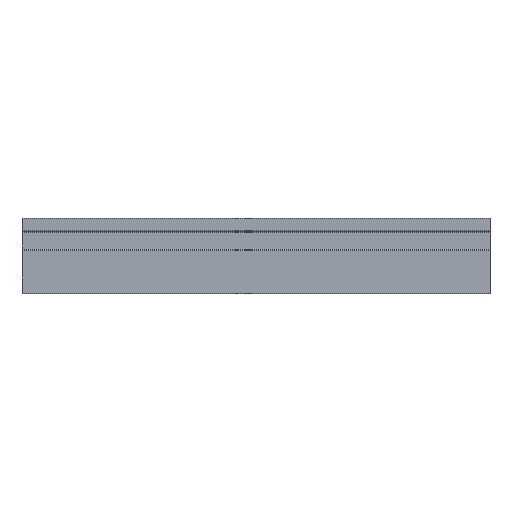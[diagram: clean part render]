
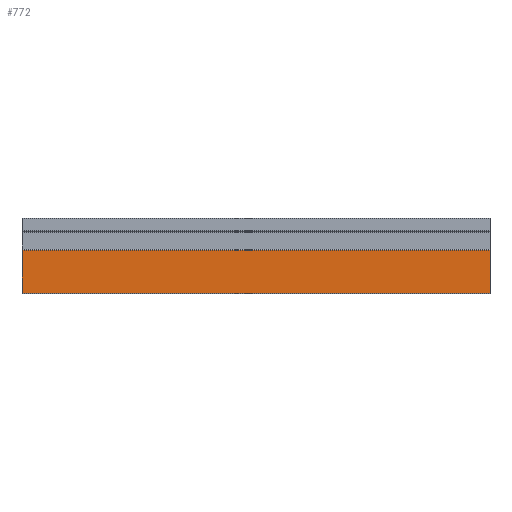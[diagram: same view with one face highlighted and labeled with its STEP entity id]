
A CAD part, top view. The second image highlights one B-rep face of the part: STEP entity #772.
In plain terms, the highlighted planar face has unit normal (0, 0, 1).
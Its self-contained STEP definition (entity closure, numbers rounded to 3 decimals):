
#88 = ORIENTED_EDGE ( 'NONE', *, *, #830, .F. ) ;
#92 = CARTESIAN_POINT ( 'NONE',  ( 200., -13.65, 0. ) ) ;
#104 = CARTESIAN_POINT ( 'NONE',  ( 0., -13.65, 0. ) ) ;
#132 = CARTESIAN_POINT ( 'NONE',  ( 0., -32., 0. ) ) ;
#155 = VERTEX_POINT ( 'NONE', #467 ) ;
#166 = EDGE_CURVE ( 'NONE', #1583, #426, #902, .T. ) ;
#173 = DIRECTION ( 'NONE',  ( 0., -1., 0. ) ) ;
#308 = DIRECTION ( 'NONE',  ( -1., 0., 0. ) ) ;
#319 = VECTOR ( 'NONE', #173, 1000. ) ;
#405 = ORIENTED_EDGE ( 'NONE', *, *, #1356, .F. ) ;
#426 = VERTEX_POINT ( 'NONE', #132 ) ;
#449 = PLANE ( 'NONE',  #1128 ) ;
#455 = VECTOR ( 'NONE', #1351, 1000. ) ;
#467 = CARTESIAN_POINT ( 'NONE',  ( 200., -13.65, 0. ) ) ;
#585 = EDGE_LOOP ( 'NONE', ( #1136, #405, #88, #959 ) ) ;
#595 = CARTESIAN_POINT ( 'NONE',  ( 200., -32., 0. ) ) ;
#619 = VECTOR ( 'NONE', #308, 1000. ) ;
#631 = VERTEX_POINT ( 'NONE', #1204 ) ;
#668 = FACE_OUTER_BOUND ( 'NONE', #585, .T. ) ;
#677 = EDGE_CURVE ( 'NONE', #155, #1583, #1133, .T. ) ;
#772 = ADVANCED_FACE ( 'NONE', ( #668 ), #449, .F. ) ;
#830 = EDGE_CURVE ( 'NONE', #155, #631, #951, .T. ) ;
#853 = DIRECTION ( 'NONE',  ( 0., 0., -1. ) ) ;
#902 = LINE ( 'NONE', #1315, #319 ) ;
#951 = LINE ( 'NONE', #1391, #1395 ) ;
#959 = ORIENTED_EDGE ( 'NONE', *, *, #677, .T. ) ;
#992 = DIRECTION ( 'NONE',  ( 0., -1., 0. ) ) ;
#1128 = AXIS2_PLACEMENT_3D ( 'NONE', #595, #853, #1343 ) ;
#1129 = LINE ( 'NONE', #1453, #619 ) ;
#1133 = LINE ( 'NONE', #92, #455 ) ;
#1136 = ORIENTED_EDGE ( 'NONE', *, *, #166, .T. ) ;
#1204 = CARTESIAN_POINT ( 'NONE',  ( 200., -32., 0. ) ) ;
#1315 = CARTESIAN_POINT ( 'NONE',  ( 0., -32., 0. ) ) ;
#1343 = DIRECTION ( 'NONE',  ( 0., 1., 0. ) ) ;
#1351 = DIRECTION ( 'NONE',  ( -1., 0., 0. ) ) ;
#1356 = EDGE_CURVE ( 'NONE', #631, #426, #1129, .T. ) ;
#1391 = CARTESIAN_POINT ( 'NONE',  ( 200., -32., 0. ) ) ;
#1395 = VECTOR ( 'NONE', #992, 1000. ) ;
#1453 = CARTESIAN_POINT ( 'NONE',  ( 200., -32., 0. ) ) ;
#1583 = VERTEX_POINT ( 'NONE', #104 ) ;
